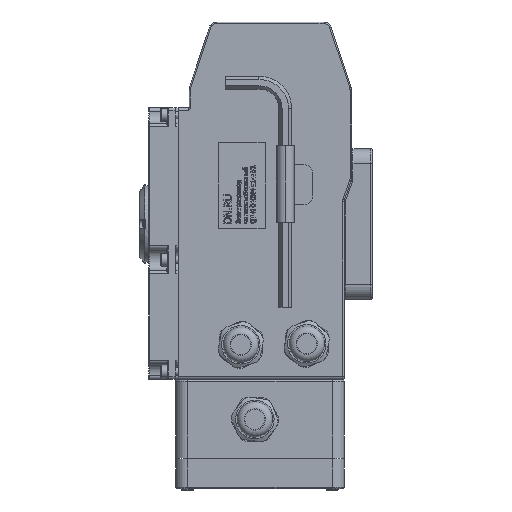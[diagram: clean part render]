
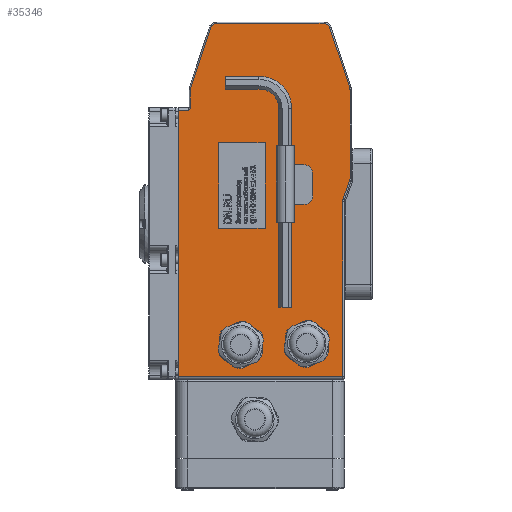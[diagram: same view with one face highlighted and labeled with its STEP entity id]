
A CAD part, left-side view. The second image highlights one B-rep face of the part: STEP entity #35346.
In plain terms, the highlighted planar face has unit normal (-1, 0, 0).
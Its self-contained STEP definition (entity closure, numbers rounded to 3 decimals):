
#631=B_SPLINE_CURVE_WITH_KNOTS('',3,(#51410,#51411,#51412,#51413,#51414,
#51415,#51416,#51417),.UNSPECIFIED.,.F.,.F.,(4,2,1,1,4),(-0.001,
0.,0.113,0.169,0.282),.UNSPECIFIED.);
#1489=FACE_BOUND('',#11077,.T.);
#1678=PLANE('',#38105);
#2852=LINE('',#51423,#5705);
#2854=LINE('',#51435,#5707);
#2856=LINE('',#51447,#5709);
#2858=LINE('',#51459,#5711);
#2859=LINE('',#51468,#5712);
#2860=LINE('',#51476,#5713);
#2862=LINE('',#51486,#5715);
#2882=LINE('',#51588,#5735);
#2883=LINE('',#51592,#5736);
#2884=LINE('',#51593,#5737);
#2885=LINE('',#51596,#5738);
#2886=LINE('',#51598,#5739);
#2887=LINE('',#51600,#5740);
#2888=LINE('',#51601,#5741);
#5705=VECTOR('',#42478,10.);
#5707=VECTOR('',#42492,10.);
#5709=VECTOR('',#42506,10.);
#5711=VECTOR('',#42520,10.);
#5712=VECTOR('',#42533,10.);
#5713=VECTOR('',#42544,10.);
#5715=VECTOR('',#42556,10.);
#5735=VECTOR('',#42624,10.);
#5736=VECTOR('',#42629,10.);
#5737=VECTOR('',#42630,10.);
#5738=VECTOR('',#42631,10.);
#5739=VECTOR('',#42632,10.);
#5740=VECTOR('',#42633,10.);
#5741=VECTOR('',#42634,10.);
#9044=FACE_OUTER_BOUND('',#11076,.T.);
#11076=EDGE_LOOP('',(#24472,#24473,#24474,#24475,#24476,#24477,#24478,#24479,
#24480,#24481,#24482,#24483,#24484,#24485,#24486,#24487,#24488));
#11077=EDGE_LOOP('',(#24489,#24490,#24491,#24492));
#13378=CIRCLE('',#38049,4.);
#13382=CIRCLE('',#38055,4.);
#13386=CIRCLE('',#38061,4.);
#13390=CIRCLE('',#38067,4.);
#13393=CIRCLE('',#38072,4.);
#13396=CIRCLE('',#38077,6.);
#14790=VERTEX_POINT('',#51398);
#14792=VERTEX_POINT('',#51401);
#14793=VERTEX_POINT('',#51419);
#14795=VERTEX_POINT('',#51425);
#14797=VERTEX_POINT('',#51431);
#14799=VERTEX_POINT('',#51437);
#14801=VERTEX_POINT('',#51443);
#14803=VERTEX_POINT('',#51449);
#14805=VERTEX_POINT('',#51455);
#14807=VERTEX_POINT('',#51461);
#14808=VERTEX_POINT('',#51466);
#14809=VERTEX_POINT('',#51470);
#14810=VERTEX_POINT('',#51474);
#14811=VERTEX_POINT('',#51478);
#14812=VERTEX_POINT('',#51482);
#14837=VERTEX_POINT('',#51587);
#14838=VERTEX_POINT('',#51591);
#14839=VERTEX_POINT('',#51594);
#14840=VERTEX_POINT('',#51595);
#14841=VERTEX_POINT('',#51597);
#14842=VERTEX_POINT('',#51599);
#18435=EDGE_CURVE('',#14792,#14790,#631,.T.);
#18438=EDGE_CURVE('',#14790,#14793,#2852,.T.);
#18441=EDGE_CURVE('',#14793,#14795,#13378,.T.);
#18444=EDGE_CURVE('',#14795,#14797,#2854,.T.);
#18447=EDGE_CURVE('',#14797,#14799,#13382,.T.);
#18450=EDGE_CURVE('',#14799,#14801,#2856,.T.);
#18453=EDGE_CURVE('',#14801,#14803,#13386,.T.);
#18456=EDGE_CURVE('',#14803,#14805,#2858,.T.);
#18459=EDGE_CURVE('',#14805,#14807,#13390,.T.);
#18461=EDGE_CURVE('',#14807,#14808,#2859,.T.);
#18463=EDGE_CURVE('',#14808,#14809,#13393,.T.);
#18465=EDGE_CURVE('',#14809,#14810,#2860,.T.);
#18467=EDGE_CURVE('',#14810,#14811,#13396,.T.);
#18470=EDGE_CURVE('',#14811,#14812,#2862,.T.);
#18506=EDGE_CURVE('',#14812,#14837,#2882,.T.);
#18508=EDGE_CURVE('',#14838,#14792,#2883,.T.);
#18509=EDGE_CURVE('',#14837,#14838,#2884,.T.);
#18510=EDGE_CURVE('',#14839,#14840,#2885,.T.);
#18511=EDGE_CURVE('',#14840,#14841,#2886,.T.);
#18512=EDGE_CURVE('',#14841,#14842,#2887,.T.);
#18513=EDGE_CURVE('',#14842,#14839,#2888,.T.);
#24472=ORIENTED_EDGE('',*,*,#18470,.F.);
#24473=ORIENTED_EDGE('',*,*,#18467,.F.);
#24474=ORIENTED_EDGE('',*,*,#18465,.F.);
#24475=ORIENTED_EDGE('',*,*,#18463,.F.);
#24476=ORIENTED_EDGE('',*,*,#18461,.F.);
#24477=ORIENTED_EDGE('',*,*,#18459,.F.);
#24478=ORIENTED_EDGE('',*,*,#18456,.F.);
#24479=ORIENTED_EDGE('',*,*,#18453,.F.);
#24480=ORIENTED_EDGE('',*,*,#18450,.F.);
#24481=ORIENTED_EDGE('',*,*,#18447,.F.);
#24482=ORIENTED_EDGE('',*,*,#18444,.F.);
#24483=ORIENTED_EDGE('',*,*,#18441,.F.);
#24484=ORIENTED_EDGE('',*,*,#18438,.F.);
#24485=ORIENTED_EDGE('',*,*,#18435,.F.);
#24486=ORIENTED_EDGE('',*,*,#18508,.F.);
#24487=ORIENTED_EDGE('',*,*,#18509,.F.);
#24488=ORIENTED_EDGE('',*,*,#18506,.F.);
#24489=ORIENTED_EDGE('',*,*,#18510,.T.);
#24490=ORIENTED_EDGE('',*,*,#18511,.T.);
#24491=ORIENTED_EDGE('',*,*,#18512,.T.);
#24492=ORIENTED_EDGE('',*,*,#18513,.T.);
#35346=ADVANCED_FACE('',(#9044,#1489),#1678,.F.);
#38049=AXIS2_PLACEMENT_3D('',#51429,#42485,#42486);
#38055=AXIS2_PLACEMENT_3D('',#51441,#42499,#42500);
#38061=AXIS2_PLACEMENT_3D('',#51453,#42513,#42514);
#38067=AXIS2_PLACEMENT_3D('',#51464,#42527,#42528);
#38072=AXIS2_PLACEMENT_3D('',#51472,#42538,#42539);
#38077=AXIS2_PLACEMENT_3D('',#51480,#42549,#42550);
#38105=AXIS2_PLACEMENT_3D('',#51590,#42627,#42628);
#42478=DIRECTION('',(0.,0.,1.));
#42485=DIRECTION('center_axis',(1.,0.,0.));
#42486=DIRECTION('ref_axis',(0.,0.987,0.16));
#42492=DIRECTION('',(0.,-0.316,0.949));
#42499=DIRECTION('center_axis',(1.,0.,0.));
#42500=DIRECTION('ref_axis',(0.,0.585,0.811));
#42506=DIRECTION('',(0.,-1.,0.));
#42513=DIRECTION('center_axis',(1.,0.,0.));
#42514=DIRECTION('ref_axis',(0.,-0.585,0.811));
#42520=DIRECTION('',(0.,-0.316,-0.949));
#42527=DIRECTION('center_axis',(1.,0.,0.));
#42528=DIRECTION('ref_axis',(0.,-0.987,0.16));
#42533=DIRECTION('',(0.,0.,-1.));
#42538=DIRECTION('center_axis',(1.,0.,0.));
#42539=DIRECTION('ref_axis',(0.,-0.986,-0.17));
#42544=DIRECTION('',(0.,0.334,-0.942));
#42549=DIRECTION('center_axis',(-1.,0.,0.));
#42550=DIRECTION('ref_axis',(0.,0.986,0.17));
#42556=DIRECTION('',(0.,0.,-1.));
#42624=DIRECTION('',(0.,1.,0.));
#42627=DIRECTION('center_axis',(1.,0.,0.));
#42628=DIRECTION('ref_axis',(0.,0.,-1.));
#42629=DIRECTION('',(0.,-1.,0.));
#42630=DIRECTION('',(0.,0.,1.));
#42631=DIRECTION('',(0.,1.,0.));
#42632=DIRECTION('',(0.,0.,1.));
#42633=DIRECTION('',(0.,-1.,0.));
#42634=DIRECTION('',(0.,0.,-1.));
#51398=CARTESIAN_POINT('',(0.,54.,63.06));
#51401=CARTESIAN_POINT('',(0.,55.5,60.769));
#51410=CARTESIAN_POINT('Ctrl Pts',(0.,55.5,60.769));
#51411=CARTESIAN_POINT('Ctrl Pts',(0.,55.499,60.77));
#51412=CARTESIAN_POINT('Ctrl Pts',(0.,55.497,60.771));
#51413=CARTESIAN_POINT('Ctrl Pts',(0.,55.204,61.01));
#51414=CARTESIAN_POINT('Ctrl Pts',(0.,54.764,61.374));
#51415=CARTESIAN_POINT('Ctrl Pts',(0.,54.186,62.125));
#51416=CARTESIAN_POINT('Ctrl Pts',(0.,54.,62.683));
#51417=CARTESIAN_POINT('Ctrl Pts',(0.,54.,63.06));
#51419=CARTESIAN_POINT('',(0.,54.,75.089));
#51423=CARTESIAN_POINT('',(0.,54.,7.05));
#51425=CARTESIAN_POINT('',(0.,53.795,76.354));
#51429=CARTESIAN_POINT('Origin',(0.,50.,75.089));
#51431=CARTESIAN_POINT('',(0.,40.191,117.165));
#51435=CARTESIAN_POINT('',(0.,62.686,49.679));
#51437=CARTESIAN_POINT('',(0.,36.396,119.9));
#51441=CARTESIAN_POINT('Origin',(0.,36.396,115.9));
#51443=CARTESIAN_POINT('',(0.,-36.396,119.9));
#51447=CARTESIAN_POINT('',(0.,20.,119.9));
#51449=CARTESIAN_POINT('',(0.,-40.191,117.165));
#51453=CARTESIAN_POINT('Origin',(0.,-36.396,115.9));
#51455=CARTESIAN_POINT('',(0.,-53.795,76.354));
#51459=CARTESIAN_POINT('',(0.,-55.186,72.179));
#51461=CARTESIAN_POINT('',(0.,-54.,75.089));
#51464=CARTESIAN_POINT('Origin',(0.,-50.,75.089));
#51466=CARTESIAN_POINT('',(0.,-54.,14.96));
#51468=CARTESIAN_POINT('',(0.,-54.,37.95));
#51470=CARTESIAN_POINT('',(0.,-53.77,13.623));
#51472=CARTESIAN_POINT('Origin',(0.,-50.,14.96));
#51474=CARTESIAN_POINT('',(0.,-49.345,1.145));
#51476=CARTESIAN_POINT('',(0.,-48.765,-0.491));
#51478=CARTESIAN_POINT('',(0.,-49.,-0.86));
#51480=CARTESIAN_POINT('Origin',(0.,-55.,-0.86));
#51482=CARTESIAN_POINT('',(0.,-49.,-118.9));
#51486=CARTESIAN_POINT('',(0.,-49.,0.));
#51587=CARTESIAN_POINT('',(0.,62.3,-118.9));
#51588=CARTESIAN_POINT('',(0.,-25.,-118.9));
#51590=CARTESIAN_POINT('Origin',(0.,0.,0.));
#51591=CARTESIAN_POINT('',(0.,62.3,60.769));
#51592=CARTESIAN_POINT('',(0.,27.5,60.769));
#51593=CARTESIAN_POINT('',(0.,62.3,-120.9));
#51594=CARTESIAN_POINT('',(0.,3.522,-18.847));
#51595=CARTESIAN_POINT('',(0.,34.889,-18.847));
#51596=CARTESIAN_POINT('',(0.,17.444,-18.847));
#51597=CARTESIAN_POINT('',(0.,34.889,39.262));
#51598=CARTESIAN_POINT('',(0.,34.889,19.631));
#51599=CARTESIAN_POINT('',(0.,3.522,39.262));
#51600=CARTESIAN_POINT('',(0.,1.761,39.262));
#51601=CARTESIAN_POINT('',(0.,3.522,-9.423));
